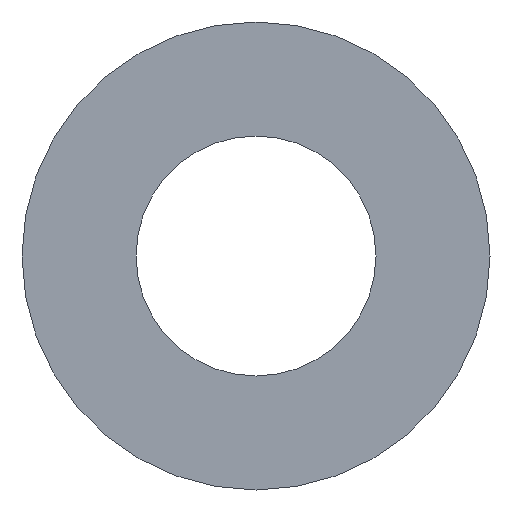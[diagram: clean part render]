
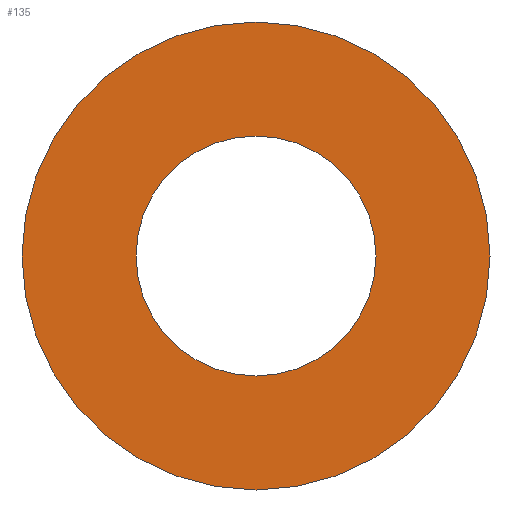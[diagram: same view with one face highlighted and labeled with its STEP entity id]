
A CAD part, front view. The second image highlights one B-rep face of the part: STEP entity #135.
In plain terms, the highlighted planar face has unit normal (0, -1, 0).
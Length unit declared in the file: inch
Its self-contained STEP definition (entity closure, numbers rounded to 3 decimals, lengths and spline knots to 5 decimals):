
#57 = PLANE ( 'NONE',  #176 ) ;
#61 = CARTESIAN_POINT ( 'NONE',  ( 0., 0., 0.4 ) ) ;
#75 = FACE_BOUND ( 'NONE', #259, .T. ) ;
#83 = CIRCLE ( 'NONE', #377, 0.78 ) ;
#91 = DIRECTION ( 'NONE',  ( 0., -1., 0. ) ) ;
#95 = CARTESIAN_POINT ( 'NONE',  ( 0., 0., 0. ) ) ;
#101 = CARTESIAN_POINT ( 'NONE',  ( 0., 0., -0.78 ) ) ;
#107 = DIRECTION ( 'NONE',  ( 0., 0., -1. ) ) ;
#109 = EDGE_CURVE ( 'NONE', #163, #368, #312, .T. ) ;
#116 = DIRECTION ( 'NONE',  ( 0., 1., 0. ) ) ;
#117 = DIRECTION ( 'NONE',  ( 0., 0., 1. ) ) ;
#121 = CARTESIAN_POINT ( 'NONE',  ( 0., 0., 0. ) ) ;
#127 = VERTEX_POINT ( 'NONE', #170 ) ;
#132 = DIRECTION ( 'NONE',  ( 0., 0., 1. ) ) ;
#133 = AXIS2_PLACEMENT_3D ( 'NONE', #121, #116, #117 ) ;
#135 = ADVANCED_FACE ( 'NONE', ( #75, #314 ), #57, .F. ) ;
#137 = CIRCLE ( 'NONE', #171, 0.78 ) ;
#141 = CARTESIAN_POINT ( 'NONE',  ( 0., 0., -0.4 ) ) ;
#157 = ORIENTED_EDGE ( 'NONE', *, *, #284, .T. ) ;
#159 = DIRECTION ( 'NONE',  ( 0., 0., 1. ) ) ;
#160 = DIRECTION ( 'NONE',  ( 0., 1., 0. ) ) ;
#162 = CARTESIAN_POINT ( 'NONE',  ( 0., 0., 0. ) ) ;
#163 = VERTEX_POINT ( 'NONE', #141 ) ;
#170 = CARTESIAN_POINT ( 'NONE',  ( 0., 0., 0.78 ) ) ;
#171 = AXIS2_PLACEMENT_3D ( 'NONE', #95, #91, #107 ) ;
#176 = AXIS2_PLACEMENT_3D ( 'NONE', #190, #349, #132 ) ;
#189 = EDGE_CURVE ( 'NONE', #368, #163, #297, .T. ) ;
#190 = CARTESIAN_POINT ( 'NONE',  ( 0., 0., 0. ) ) ;
#195 = AXIS2_PLACEMENT_3D ( 'NONE', #162, #160, #159 ) ;
#214 = EDGE_CURVE ( 'NONE', #127, #233, #137, .T. ) ;
#233 = VERTEX_POINT ( 'NONE', #101 ) ;
#256 = ORIENTED_EDGE ( 'NONE', *, *, #109, .T. ) ;
#259 = EDGE_LOOP ( 'NONE', ( #256, #330 ) ) ;
#284 = EDGE_CURVE ( 'NONE', #233, #127, #83, .T. ) ;
#297 = CIRCLE ( 'NONE', #133, 0.4 ) ;
#298 = CARTESIAN_POINT ( 'NONE',  ( 0., 0., 0. ) ) ;
#306 = ORIENTED_EDGE ( 'NONE', *, *, #214, .T. ) ;
#312 = CIRCLE ( 'NONE', #195, 0.4 ) ;
#314 = FACE_OUTER_BOUND ( 'NONE', #341, .T. ) ;
#323 = DIRECTION ( 'NONE',  ( 0., -1., 0. ) ) ;
#330 = ORIENTED_EDGE ( 'NONE', *, *, #189, .T. ) ;
#341 = EDGE_LOOP ( 'NONE', ( #157, #306 ) ) ;
#349 = DIRECTION ( 'NONE',  ( 0., 1., 0. ) ) ;
#368 = VERTEX_POINT ( 'NONE', #61 ) ;
#377 = AXIS2_PLACEMENT_3D ( 'NONE', #298, #323, #379 ) ;
#379 = DIRECTION ( 'NONE',  ( 0., 0., -1. ) ) ;
